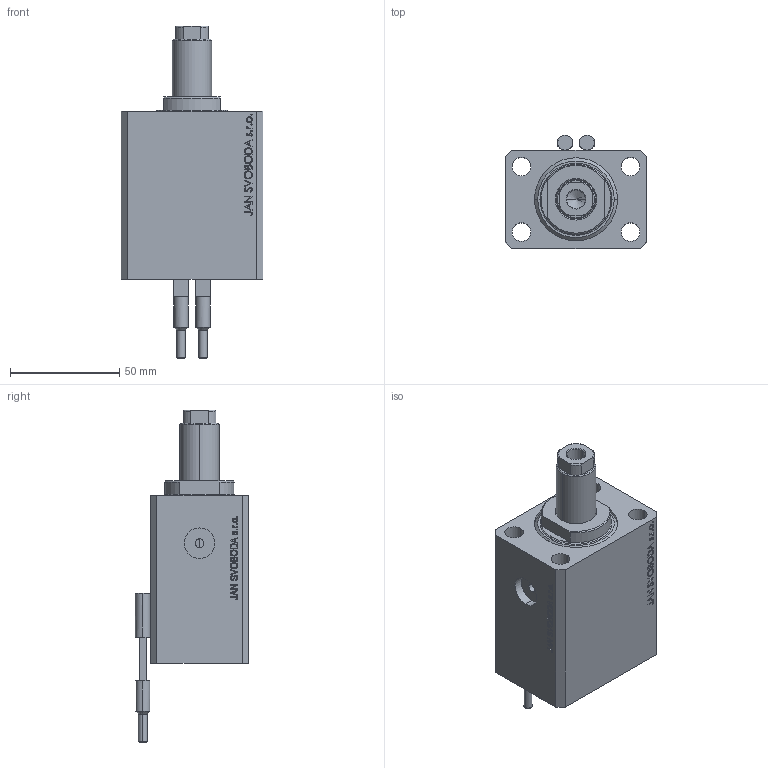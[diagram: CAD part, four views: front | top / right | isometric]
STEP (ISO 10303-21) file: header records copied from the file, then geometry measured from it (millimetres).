
FILE_DESCRIPTION (( 'STEP AP203' ), '1' );
FILE_NAME ('bffd.STEP', '2024-12-14T16:46:14', ( '' ), ( '' ), 'SwSTEP 2.0', 'SolidWorks 2019', '' );
FILE_SCHEMA (( 'CONFIG_CONTROL_DESIGN' ));
Length unit declared in the file: millimetre
Products named in the file (5): V250CE_VC_C 70cdc6dab4abd7154fa9afc768d304b5; V250CE_C_Body 70cdc6dab4abd7154fa9afc768d304b5; V250CE_C_VCP 70cdc6dab4abd7154fa9afc768d304b5; bffd; SWITCH_V250CE 70cdc6dab4abd7154fa9afc768d304b5
Assembly tree (5 placements, depth 2):
  bffd
    V250CE_C_Body 70cdc6dab4abd7154fa9afc768d304b5
    V250CE_C_VCP 70cdc6dab4abd7154fa9afc768d304b5
    V250CE_VC_C 70cdc6dab4abd7154fa9afc768d304b5
    SWITCH_V250CE 70cdc6dab4abd7154fa9afc768d304b5  x2
Bounding box: 65 x 51.9 x 152 mm (x, y, z)
Volume: 220347.2 mm3; surface area: 52877 mm2
Topology: 5 solids, 5 shells, 905 faces, 2319 edges, 1525 vertices
Faces by surface type: plane 457, bspline 374, cylinder 48, cone 16, torus 10
Entity records: 44910 total; most frequent: CARTESIAN_POINT 25413, ORIENTED_EDGE 4526, DIRECTION 2647, EDGE_CURVE 2263, VERTEX_POINT 1495, LINE 1381, VECTOR 1381, EDGE_LOOP 994
